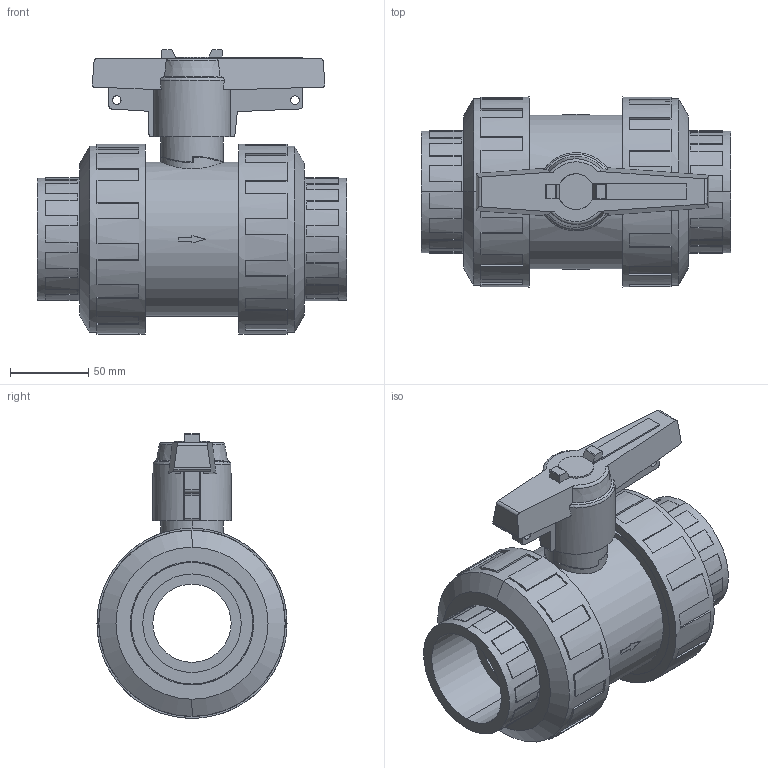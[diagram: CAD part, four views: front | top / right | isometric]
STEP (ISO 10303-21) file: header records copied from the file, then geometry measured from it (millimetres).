
FILE_DESCRIPTION(('STEP AP214'),'1');
FILE_NAME('cctmp_483FD6A8-27EB-48E4-9519-62908292954B_2021_10_20_14_33_54_0328..stp','2021-10-20T12:33:54',('Praher Valves GmbH'),('CADClick - www.CADClick.com'),'Spatial InterOp 3D',' ','unknown authorization');
FILE_SCHEMA(('AUTOMOTIVE_DESIGN'));
Length unit declared in the file: millimetre
Products named in the file (1): 128484
Bounding box: 198 x 121.5 x 181.92 mm (x, y, z)
Volume: 1324428.2 mm3; surface area: 222403.9 mm2
Topology: 1 solids, 1 shells, 443 faces, 1254 edges, 829 vertices
Faces by surface type: plane 347, cylinder 72, cone 16, torus 8
Entity records: 18361 total; most frequent: CARTESIAN_POINT 2958, DIRECTION 2531, ORIENTED_EDGE 2508, EDGE_CURVE 1254, AXIS2_PLACEMENT_3D 876, VERTEX_POINT 829, LINE 779, VECTOR 779
